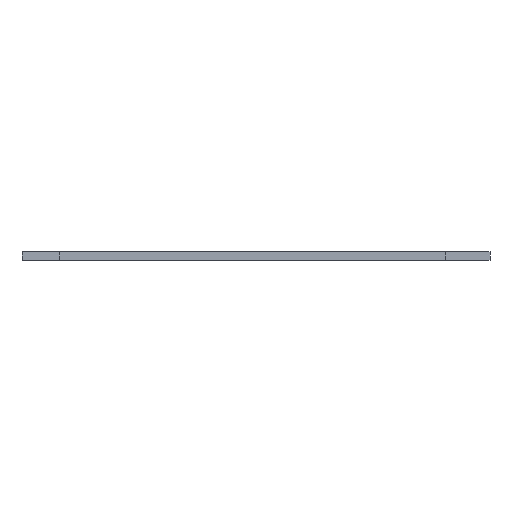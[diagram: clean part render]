
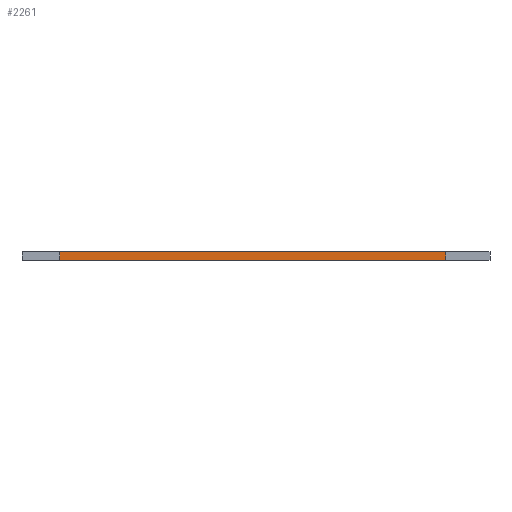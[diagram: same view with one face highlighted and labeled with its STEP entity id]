
A CAD part, front view. The second image highlights one B-rep face of the part: STEP entity #2261.
In plain terms, the highlighted planar face has unit normal (0, -1, 0).
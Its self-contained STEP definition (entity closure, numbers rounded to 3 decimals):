
#208 = VERTEX_POINT('',#209);
#209 = CARTESIAN_POINT('',(107.82,-120.47,0.));
#215 = EDGE_CURVE('',#216,#208,#218,.T.);
#216 = VERTEX_POINT('',#217);
#217 = CARTESIAN_POINT('',(177.94,-120.47,0.));
#218 = LINE('',#219,#220);
#219 = CARTESIAN_POINT('',(177.94,-120.47,0.));
#220 = VECTOR('',#221,1.);
#221 = DIRECTION('',(-1.,0.,0.));
#1117 = VERTEX_POINT('',#1118);
#1118 = CARTESIAN_POINT('',(107.82,-120.47,1.51));
#1124 = EDGE_CURVE('',#1125,#1117,#1127,.T.);
#1125 = VERTEX_POINT('',#1126);
#1126 = CARTESIAN_POINT('',(177.94,-120.47,1.51));
#1127 = LINE('',#1128,#1129);
#1128 = CARTESIAN_POINT('',(177.94,-120.47,1.51));
#1129 = VECTOR('',#1130,1.);
#1130 = DIRECTION('',(-1.,0.,0.));
#2231 = EDGE_CURVE('',#208,#1117,#2232,.T.);
#2232 = LINE('',#2233,#2234);
#2233 = CARTESIAN_POINT('',(107.82,-120.47,0.));
#2234 = VECTOR('',#2235,1.);
#2235 = DIRECTION('',(0.,0.,1.));
#2261 = ADVANCED_FACE('',(#2262),#2273,.T.);
#2262 = FACE_BOUND('',#2263,.T.);
#2263 = EDGE_LOOP('',(#2264,#2270,#2271,#2272));
#2264 = ORIENTED_EDGE('',*,*,#2265,.T.);
#2265 = EDGE_CURVE('',#216,#1125,#2266,.T.);
#2266 = LINE('',#2267,#2268);
#2267 = CARTESIAN_POINT('',(177.94,-120.47,0.));
#2268 = VECTOR('',#2269,1.);
#2269 = DIRECTION('',(0.,0.,1.));
#2270 = ORIENTED_EDGE('',*,*,#1124,.T.);
#2271 = ORIENTED_EDGE('',*,*,#2231,.F.);
#2272 = ORIENTED_EDGE('',*,*,#215,.F.);
#2273 = PLANE('',#2274);
#2274 = AXIS2_PLACEMENT_3D('',#2275,#2276,#2277);
#2275 = CARTESIAN_POINT('',(177.94,-120.47,0.));
#2276 = DIRECTION('',(0.,-1.,0.));
#2277 = DIRECTION('',(-1.,0.,0.));
